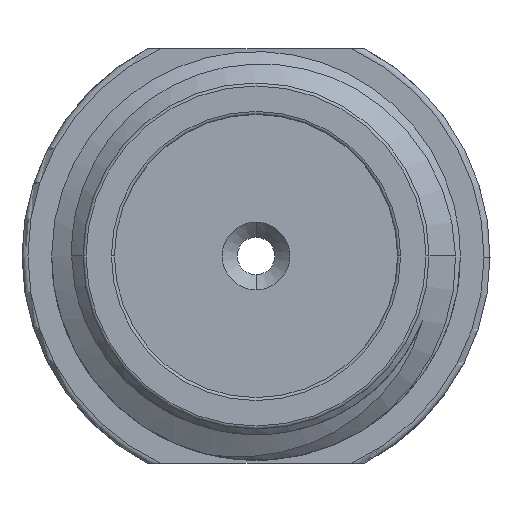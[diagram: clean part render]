
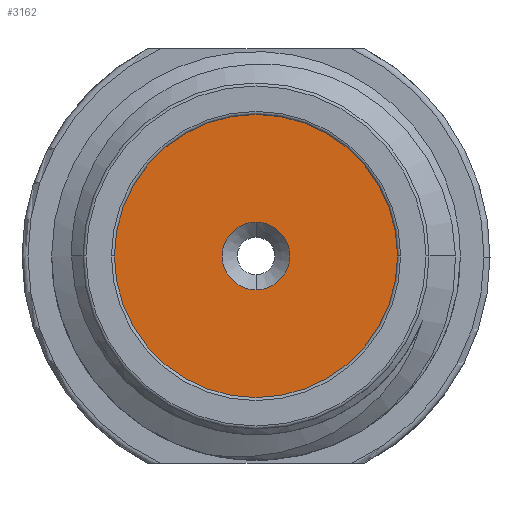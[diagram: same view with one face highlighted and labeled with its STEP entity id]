
A CAD part, left-side view. The second image highlights one B-rep face of the part: STEP entity #3162.
In plain terms, the highlighted planar face has unit normal (-1, 0, 0).
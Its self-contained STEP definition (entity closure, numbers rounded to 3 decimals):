
#50 = VERTEX_POINT ( 'NONE', #3332 ) ;
#251 = DIRECTION ( 'NONE',  ( 0., 1., 0. ) ) ;
#262 = DIRECTION ( 'NONE',  ( 0., 0., 1. ) ) ;
#429 = CARTESIAN_POINT ( 'NONE',  ( 3.05, 0., 0. ) ) ;
#465 = AXIS2_PLACEMENT_3D ( 'NONE', #429, #3301, #904 ) ;
#516 = DIRECTION ( 'NONE',  ( 0., 0., 1. ) ) ;
#904 = DIRECTION ( 'NONE',  ( 0., 1., 0. ) ) ;
#910 = PLANE ( 'NONE',  #4113 ) ;
#925 = DIRECTION ( 'NONE',  ( 1., 0., 0. ) ) ;
#1128 = CARTESIAN_POINT ( 'NONE',  ( 3.05, 0., -0.572 ) ) ;
#1149 = EDGE_CURVE ( 'NONE', #2765, #50, #4541, .T. ) ;
#1338 = CARTESIAN_POINT ( 'NONE',  ( 3.05, 2.39, 0. ) ) ;
#1649 = EDGE_CURVE ( 'NONE', #2765, #50, #1781, .T. ) ;
#1701 = VERTEX_POINT ( 'NONE', #3805 ) ;
#1781 = CIRCLE ( 'NONE', #2639, 2.39 ) ;
#1830 = VERTEX_POINT ( 'NONE', #1128 ) ;
#1843 = AXIS2_PLACEMENT_3D ( 'NONE', #4865, #3983, #262 ) ;
#1859 = DIRECTION ( 'NONE',  ( 1., 0., 0. ) ) ;
#1862 = CARTESIAN_POINT ( 'NONE',  ( 3.05, 0., 0. ) ) ;
#2287 = CIRCLE ( 'NONE', #3073, 0.572 ) ;
#2568 = DIRECTION ( 'NONE',  ( -1., 0., 0. ) ) ;
#2639 = AXIS2_PLACEMENT_3D ( 'NONE', #1862, #925, #251 ) ;
#2765 = VERTEX_POINT ( 'NONE', #1338 ) ;
#2814 = EDGE_LOOP ( 'NONE', ( #4284, #2849 ) ) ;
#2849 = ORIENTED_EDGE ( 'NONE', *, *, #1649, .F. ) ;
#3073 = AXIS2_PLACEMENT_3D ( 'NONE', #4719, #1859, #4276 ) ;
#3092 = EDGE_CURVE ( 'NONE', #1701, #1830, #2287, .T. ) ;
#3162 = ADVANCED_FACE ( 'NONE', ( #3792, #5032 ), #910, .T. ) ;
#3301 = DIRECTION ( 'NONE',  ( -1., 0., 0. ) ) ;
#3332 = CARTESIAN_POINT ( 'NONE',  ( 3.05, -2.39, 0. ) ) ;
#3792 = FACE_BOUND ( 'NONE', #5286, .T. ) ;
#3805 = CARTESIAN_POINT ( 'NONE',  ( 3.05, 0., 0.572 ) ) ;
#3983 = DIRECTION ( 'NONE',  ( 1., 0., 0. ) ) ;
#4113 = AXIS2_PLACEMENT_3D ( 'NONE', #4193, #2568, #516 ) ;
#4193 = CARTESIAN_POINT ( 'NONE',  ( 3.05, 0., 0. ) ) ;
#4276 = DIRECTION ( 'NONE',  ( 0., 0., 1. ) ) ;
#4284 = ORIENTED_EDGE ( 'NONE', *, *, #1149, .T. ) ;
#4443 = CIRCLE ( 'NONE', #1843, 0.572 ) ;
#4541 = CIRCLE ( 'NONE', #465, 2.39 ) ;
#4643 = ORIENTED_EDGE ( 'NONE', *, *, #3092, .T. ) ;
#4719 = CARTESIAN_POINT ( 'NONE',  ( 3.05, 0., 0. ) ) ;
#4722 = EDGE_CURVE ( 'NONE', #1830, #1701, #4443, .T. ) ;
#4752 = ORIENTED_EDGE ( 'NONE', *, *, #4722, .T. ) ;
#4865 = CARTESIAN_POINT ( 'NONE',  ( 3.05, 0., 0. ) ) ;
#5032 = FACE_OUTER_BOUND ( 'NONE', #2814, .T. ) ;
#5286 = EDGE_LOOP ( 'NONE', ( #4643, #4752 ) ) ;
